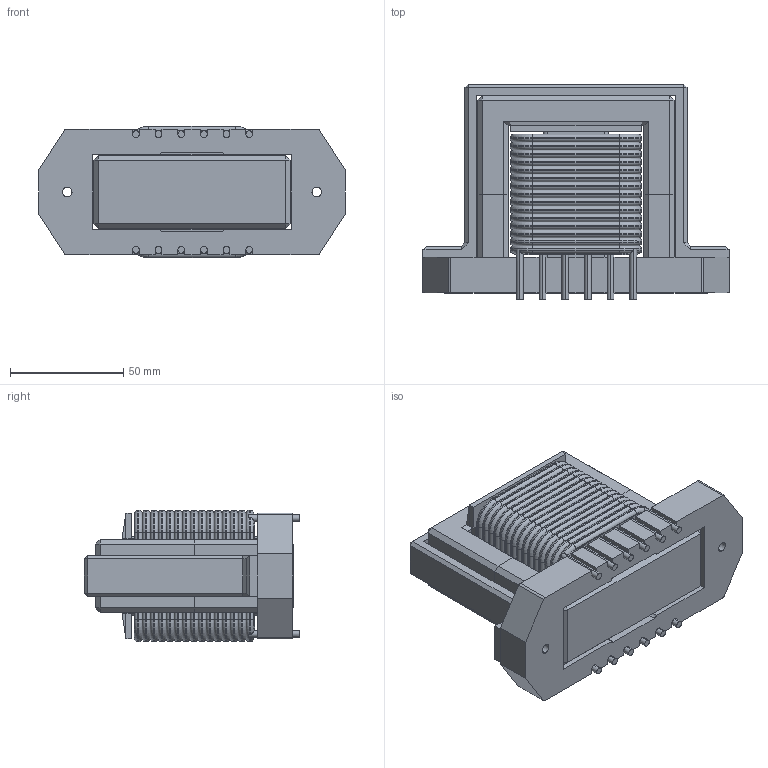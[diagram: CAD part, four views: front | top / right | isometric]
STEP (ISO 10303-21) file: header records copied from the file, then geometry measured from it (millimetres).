
FILE_DESCRIPTION (( 'STEP AP214' ), '1' );
FILE_NAME ('E85A, ñáîðêà.STEP', '2024-03-08T10:14:58', ( '' ), ( '' ), 'SwSTEP 2.0', 'SolidWorks 2024', '' );
FILE_SCHEMA (( 'AUTOMOTIVE_DESIGN' ));
Length unit declared in the file: millimetre
Products named in the file (5): E85A, сборка; Феррит E85A ; Скоба дял Е85А; E85A; Обмотка Е85А
Assembly tree (5 placements, depth 2):
  E85A, сборка
    E85A
    Феррит E85A   x2
    Обмотка Е85А
    Скоба дял Е85А
Bounding box: 135 x 95.15 x 58 mm (x, y, z)
Volume: 390645.7 mm3; surface area: 116892.8 mm2
Topology: 6 solids, 6 shells, 829 faces, 1860 edges, 1049 vertices
Faces by surface type: plane 361, cylinder 340, torus 124, cone 4
Entity records: 21764 total; most frequent: DIRECTION 4024, CARTESIAN_POINT 3694, ORIENTED_EDGE 3544, EDGE_CURVE 1772, AXIS2_PLACEMENT_3D 1471, LINE 1082, VECTOR 1082, VERTEX_POINT 997
